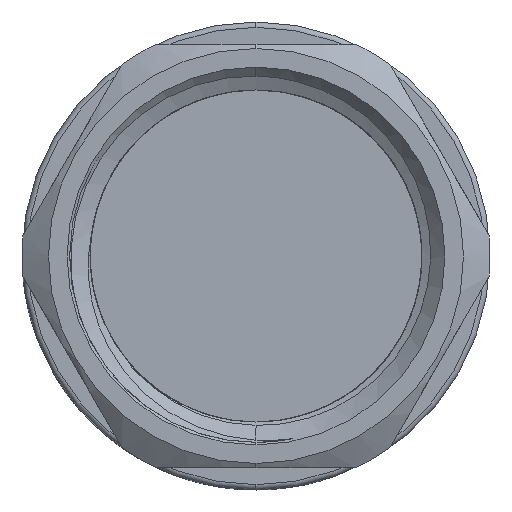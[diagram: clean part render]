
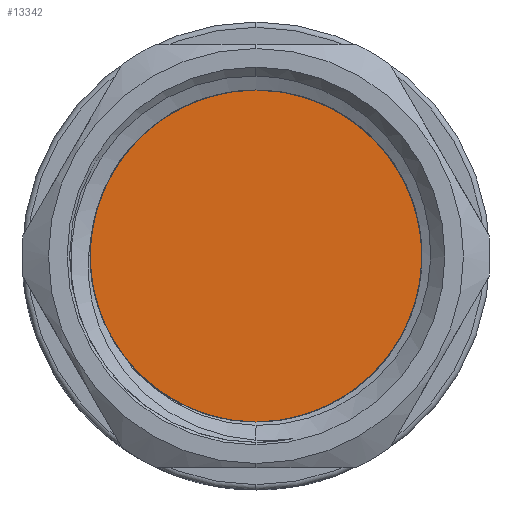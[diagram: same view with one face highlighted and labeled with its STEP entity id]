
A CAD part, left-side view. The second image highlights one B-rep face of the part: STEP entity #13342.
In plain terms, the highlighted planar face has unit normal (-1, 0, 0).
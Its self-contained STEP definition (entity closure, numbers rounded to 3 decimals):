
#13 = DIRECTION ( 'NONE',  ( 0., 0., 1. ) ) ;
#681 = EDGE_LOOP ( 'NONE', ( #23059, #23658 ) ) ;
#872 = AXIS2_PLACEMENT_3D ( 'NONE', #22677, #18826, #7962 ) ;
#888 = CARTESIAN_POINT ( 'NONE',  ( 58.575, -50., 10.7 ) ) ;
#2961 = CIRCLE ( 'NONE', #17868, 10.7 ) ;
#5589 = DIRECTION ( 'NONE',  ( -1., 0., 0. ) ) ;
#6307 = EDGE_CURVE ( 'NONE', #10338, #11686, #2961, .T. ) ;
#7962 = DIRECTION ( 'NONE',  ( 0., 0., 1. ) ) ;
#10338 = VERTEX_POINT ( 'NONE', #888 ) ;
#10732 = PLANE ( 'NONE',  #22541 ) ;
#10845 = FACE_OUTER_BOUND ( 'NONE', #681, .T. ) ;
#10958 = CARTESIAN_POINT ( 'NONE',  ( 58.575, -50., 0. ) ) ;
#11686 = VERTEX_POINT ( 'NONE', #17566 ) ;
#11923 = CIRCLE ( 'NONE', #872, 10.7 ) ;
#13342 = ADVANCED_FACE ( 'NONE', ( #10845 ), #10732, .T. ) ;
#13475 = EDGE_CURVE ( 'NONE', #11686, #10338, #11923, .T. ) ;
#16045 = CARTESIAN_POINT ( 'NONE',  ( 58.575, -50., 0. ) ) ;
#17566 = CARTESIAN_POINT ( 'NONE',  ( 58.575, -50., -10.7 ) ) ;
#17868 = AXIS2_PLACEMENT_3D ( 'NONE', #16045, #21537, #13 ) ;
#18135 = DIRECTION ( 'NONE',  ( 0., 0., 1. ) ) ;
#18826 = DIRECTION ( 'NONE',  ( -1., 0., 0. ) ) ;
#21537 = DIRECTION ( 'NONE',  ( -1., 0., 0. ) ) ;
#22541 = AXIS2_PLACEMENT_3D ( 'NONE', #10958, #5589, #18135 ) ;
#22677 = CARTESIAN_POINT ( 'NONE',  ( 58.575, -50., 0. ) ) ;
#23059 = ORIENTED_EDGE ( 'NONE', *, *, #13475, .T. ) ;
#23658 = ORIENTED_EDGE ( 'NONE', *, *, #6307, .T. ) ;
